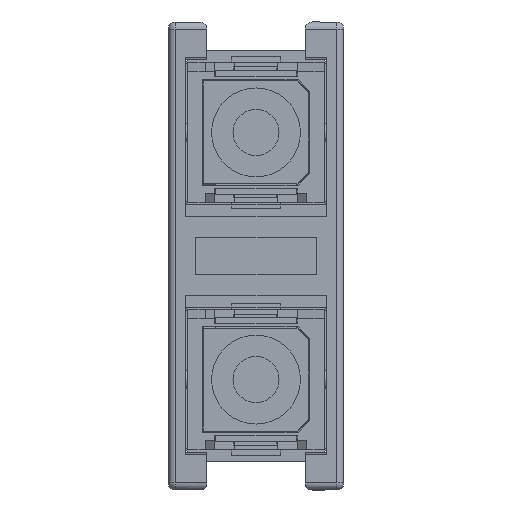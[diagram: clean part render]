
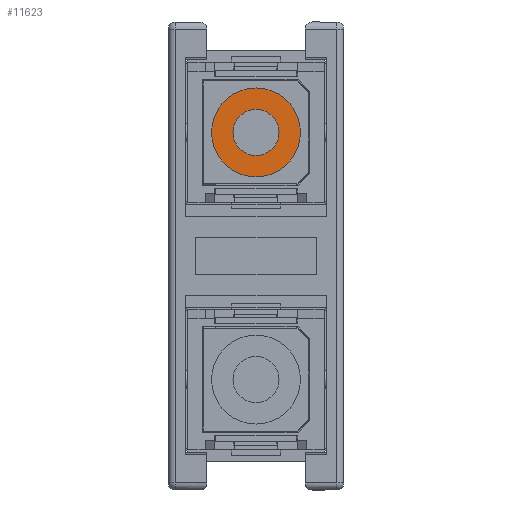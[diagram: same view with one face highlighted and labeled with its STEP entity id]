
A CAD part, left-side view. The second image highlights one B-rep face of the part: STEP entity #11623.
In plain terms, the highlighted face is planar.
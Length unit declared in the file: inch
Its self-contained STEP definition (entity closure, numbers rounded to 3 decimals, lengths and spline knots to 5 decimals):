
#5161 = CARTESIAN_POINT ( 'NONE',  ( 0., 0.121, -0.095 ) ) ;
#5172 = CARTESIAN_POINT ( 'NONE',  ( 0., 0.121, -0.04925 ) ) ;
#5173 = DIRECTION ( 'NONE',  ( 0., 0., -1. ) ) ;
#5174 = DIRECTION ( 'NONE',  ( 0., 1., 0. ) ) ;
#5175 = CARTESIAN_POINT ( 'NONE',  ( 0., 0.121, 0. ) ) ;
#5176 = AXIS2_PLACEMENT_3D ( 'NONE', #5175, #5174, #5173 ) ;
#5177 = CIRCLE ( 'NONE', #5176, 0.04925 ) ;
#5178 = CARTESIAN_POINT ( 'NONE',  ( 0., 0.121, 0.04925 ) ) ;
#5218 = DIRECTION ( 'NONE',  ( 0., 0., -1. ) ) ;
#5219 = DIRECTION ( 'NONE',  ( 0., 1., 0. ) ) ;
#5220 = CARTESIAN_POINT ( 'NONE',  ( 0., 0.121, 0. ) ) ;
#5221 = AXIS2_PLACEMENT_3D ( 'NONE', #5220, #5219, #5218 ) ;
#5222 = CIRCLE ( 'NONE', #5221, 0.04925 ) ;
#5223 = DIRECTION ( 'NONE',  ( 0., 0., -1. ) ) ;
#5224 = DIRECTION ( 'NONE',  ( 0., 1., 0. ) ) ;
#5225 = CARTESIAN_POINT ( 'NONE',  ( 0., 0.121, 0. ) ) ;
#5226 = AXIS2_PLACEMENT_3D ( 'NONE', #5225, #5224, #5223 ) ;
#5227 = CIRCLE ( 'NONE', #5226, 0.095 ) ;
#5285 = CARTESIAN_POINT ( 'NONE',  ( 0., 0.121, 0.095 ) ) ;
#5286 = DIRECTION ( 'NONE',  ( 0., 0., -1. ) ) ;
#5287 = DIRECTION ( 'NONE',  ( 0., 1., 0. ) ) ;
#5288 = CARTESIAN_POINT ( 'NONE',  ( 0., 0.121, 0. ) ) ;
#5289 = AXIS2_PLACEMENT_3D ( 'NONE', #5288, #5287, #5286 ) ;
#5290 = CIRCLE ( 'NONE', #5289, 0.095 ) ;
#5369 = DIRECTION ( 'NONE',  ( 0., 0., -1. ) ) ;
#5370 = DIRECTION ( 'NONE',  ( 0., -1., 0. ) ) ;
#5371 = CARTESIAN_POINT ( 'NONE',  ( -0.11, 0.121, 0.0875 ) ) ;
#5372 = AXIS2_PLACEMENT_3D ( 'NONE', #5371, #5370, #5369 ) ;
#5373 = PLANE ( 'NONE',  #5372 ) ;
#5374 = FACE_BOUND ( 'NONE', #11543, .T. ) ;
#5375 = FACE_OUTER_BOUND ( 'NONE', #11624, .T. ) ;
#11513 = VERTEX_POINT ( 'NONE', #5178 ) ;
#11515 = EDGE_CURVE ( 'NONE', #11513, #11516, #5177, .T. ) ;
#11516 = VERTEX_POINT ( 'NONE', #5172 ) ;
#11522 = VERTEX_POINT ( 'NONE', #5161 ) ;
#11540 = ORIENTED_EDGE ( 'NONE', *, *, #11541, .T. ) ;
#11541 = EDGE_CURVE ( 'NONE', #11578, #11522, #5227, .T. ) ;
#11542 = ORIENTED_EDGE ( 'NONE', *, *, #11577, .T. ) ;
#11543 = EDGE_LOOP ( 'NONE', ( #11544, #11546 ) ) ;
#11544 = ORIENTED_EDGE ( 'NONE', *, *, #11545, .F. ) ;
#11545 = EDGE_CURVE ( 'NONE', #11516, #11513, #5222, .T. ) ;
#11546 = ORIENTED_EDGE ( 'NONE', *, *, #11515, .F. ) ;
#11577 = EDGE_CURVE ( 'NONE', #11522, #11578, #5290, .T. ) ;
#11578 = VERTEX_POINT ( 'NONE', #5285 ) ;
#11623 = ADVANCED_FACE ( 'NONE', ( #5375, #5374 ), #5373, .F. ) ;
#11624 = EDGE_LOOP ( 'NONE', ( #11540, #11542 ) ) ;
